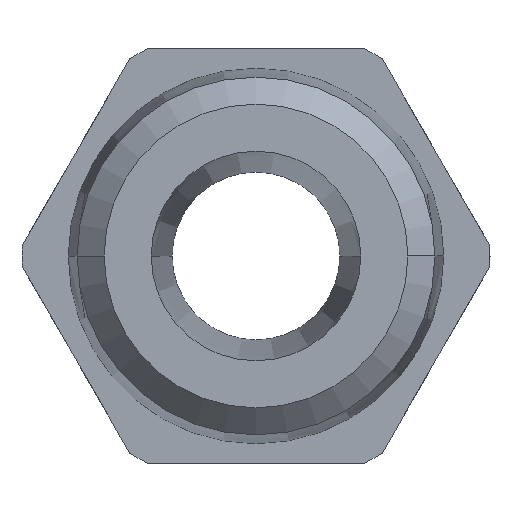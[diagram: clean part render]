
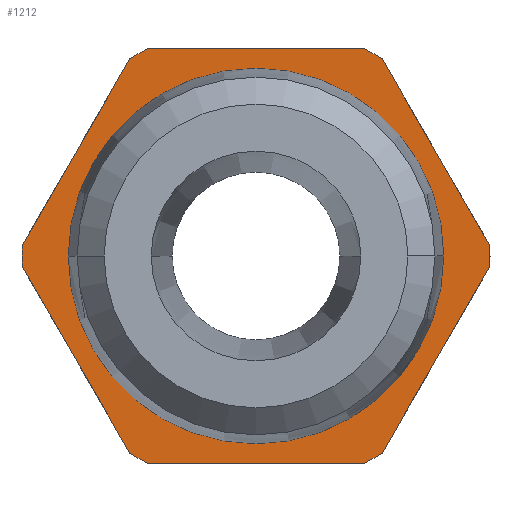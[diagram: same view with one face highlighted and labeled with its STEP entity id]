
A CAD part, front view. The second image highlights one B-rep face of the part: STEP entity #1212.
In plain terms, the highlighted planar face has unit normal (0, -1, 0).
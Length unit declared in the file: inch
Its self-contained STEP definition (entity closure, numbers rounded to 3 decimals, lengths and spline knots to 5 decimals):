
#10 = CIRCLE ( 'NONE', #1350, 0.42323 ) ;
#34 = VERTEX_POINT ( 'NONE', #916 ) ;
#38 = CARTESIAN_POINT ( 'NONE',  ( -0.24253, 0.70079, -0.4685 ) ) ;
#45 = AXIS2_PLACEMENT_3D ( 'NONE', #1131, #439, #1245 ) ;
#59 = EDGE_CURVE ( 'NONE', #985, #199, #305, .T. ) ;
#63 = FACE_BOUND ( 'NONE', #714, .T. ) ;
#89 = VECTOR ( 'NONE', #271, 39.37008 ) ;
#107 = CARTESIAN_POINT ( 'NONE',  ( 0., 0.70079, 0. ) ) ;
#111 = ORIENTED_EDGE ( 'NONE', *, *, #1306, .F. ) ;
#112 = CARTESIAN_POINT ( 'NONE',  ( -0.52756, 0.70079, 0. ) ) ;
#121 = PLANE ( 'NONE',  #774 ) ;
#123 = DIRECTION ( 'NONE',  ( 0., 1., 0. ) ) ;
#184 = DIRECTION ( 'NONE',  ( 0., -1., 0. ) ) ;
#199 = VERTEX_POINT ( 'NONE', #1067 ) ;
#213 = EDGE_CURVE ( 'NONE', #498, #1359, #490, .T. ) ;
#216 = CARTESIAN_POINT ( 'NONE',  ( 0.527, 0.70079, 0.02421 ) ) ;
#225 = DIRECTION ( 'NONE',  ( -1., 0., 0. ) ) ;
#235 = CARTESIAN_POINT ( 'NONE',  ( -0.47539, 0.70079, 0. ) ) ;
#236 = ORIENTED_EDGE ( 'NONE', *, *, #213, .F. ) ;
#250 = DIRECTION ( 'NONE',  ( 0., 1., 0. ) ) ;
#251 = CARTESIAN_POINT ( 'NONE',  ( 0.527, 0.70079, 0.02421 ) ) ;
#264 = VERTEX_POINT ( 'NONE', #1186 ) ;
#271 = DIRECTION ( 'NONE',  ( 1., 0., 0. ) ) ;
#298 = ORIENTED_EDGE ( 'NONE', *, *, #784, .T. ) ;
#305 = LINE ( 'NONE', #346, #602 ) ;
#315 = DIRECTION ( 'NONE',  ( 0., -1., 0. ) ) ;
#319 = CARTESIAN_POINT ( 'NONE',  ( -0.28447, 0.70079, 0.44429 ) ) ;
#331 = CARTESIAN_POINT ( 'NONE',  ( 0.28447, 0.70079, -0.44429 ) ) ;
#346 = CARTESIAN_POINT ( 'NONE',  ( -0.527, 0.70079, -0.02421 ) ) ;
#347 = ORIENTED_EDGE ( 'NONE', *, *, #718, .F. ) ;
#365 = ORIENTED_EDGE ( 'NONE', *, *, #1074, .F. ) ;
#384 = ORIENTED_EDGE ( 'NONE', *, *, #831, .T. ) ;
#385 = LINE ( 'NONE', #1188, #89 ) ;
#405 = EDGE_CURVE ( 'NONE', #509, #821, #1237, .T. ) ;
#421 = EDGE_LOOP ( 'NONE', ( #468, #111, #384, #347, #1414, #880, #1109, #670, #298, #365, #685, #236, #824 ) ) ;
#429 = AXIS2_PLACEMENT_3D ( 'NONE', #1348, #668, #1457 ) ;
#431 = EDGE_CURVE ( 'NONE', #34, #821, #966, .T. ) ;
#439 = DIRECTION ( 'NONE',  ( 0., 1., 0. ) ) ;
#453 = AXIS2_PLACEMENT_3D ( 'NONE', #588, #1388, #711 ) ;
#456 = DIRECTION ( 'NONE',  ( -0.5, 0., -0.866 ) ) ;
#468 = ORIENTED_EDGE ( 'NONE', *, *, #59, .T. ) ;
#490 = CIRCLE ( 'NONE', #965, 0.52756 ) ;
#498 = VERTEX_POINT ( 'NONE', #112 ) ;
#509 = VERTEX_POINT ( 'NONE', #251 ) ;
#527 = CIRCLE ( 'NONE', #1021, 0.52756 ) ;
#536 = ORIENTED_EDGE ( 'NONE', *, *, #901, .F. ) ;
#542 = DIRECTION ( 'NONE',  ( -0.5, 0., 0.866 ) ) ;
#561 = VERTEX_POINT ( 'NONE', #837 ) ;
#562 = LINE ( 'NONE', #1183, #731 ) ;
#570 = DIRECTION ( 'NONE',  ( 0., -1., 0. ) ) ;
#588 = CARTESIAN_POINT ( 'NONE',  ( 0., 0.70079, 0. ) ) ;
#602 = VECTOR ( 'NONE', #1039, 39.37008 ) ;
#606 = CARTESIAN_POINT ( 'NONE',  ( 0., 0.70079, 0. ) ) ;
#609 = VERTEX_POINT ( 'NONE', #769 ) ;
#619 = VECTOR ( 'NONE', #1129, 39.37008 ) ;
#624 = EDGE_CURVE ( 'NONE', #609, #1015, #947, .T. ) ;
#668 = DIRECTION ( 'NONE',  ( 0., 1., 0. ) ) ;
#670 = ORIENTED_EDGE ( 'NONE', *, *, #1383, .F. ) ;
#682 = EDGE_CURVE ( 'NONE', #509, #911, #1218, .T. ) ;
#685 = ORIENTED_EDGE ( 'NONE', *, *, #1206, .T. ) ;
#711 = DIRECTION ( 'NONE',  ( -1., 0., 0. ) ) ;
#714 = EDGE_LOOP ( 'NONE', ( #536, #1126 ) ) ;
#718 = EDGE_CURVE ( 'NONE', #34, #802, #527, .T. ) ;
#726 = DIRECTION ( 'NONE',  ( -1., 0., 0. ) ) ;
#728 = CARTESIAN_POINT ( 'NONE',  ( 0.24253, 0.70079, -0.4685 ) ) ;
#731 = VECTOR ( 'NONE', #1294, 39.37008 ) ;
#740 = CIRCLE ( 'NONE', #429, 0.52756 ) ;
#767 = CARTESIAN_POINT ( 'NONE',  ( -0.527, 0.70079, -0.02421 ) ) ;
#769 = CARTESIAN_POINT ( 'NONE',  ( 0.42323, 0.70079, 0. ) ) ;
#774 = AXIS2_PLACEMENT_3D ( 'NONE', #235, #570, #1372 ) ;
#784 = EDGE_CURVE ( 'NONE', #264, #561, #562, .T. ) ;
#795 = CIRCLE ( 'NONE', #453, 0.52756 ) ;
#802 = VERTEX_POINT ( 'NONE', #728 ) ;
#813 = CARTESIAN_POINT ( 'NONE',  ( 0., 0.70079, 0. ) ) ;
#821 = VERTEX_POINT ( 'NONE', #848 ) ;
#824 = ORIENTED_EDGE ( 'NONE', *, *, #1105, .F. ) ;
#831 = EDGE_CURVE ( 'NONE', #1349, #802, #385, .T. ) ;
#837 = CARTESIAN_POINT ( 'NONE',  ( -0.24253, 0.70079, 0.4685 ) ) ;
#848 = CARTESIAN_POINT ( 'NONE',  ( 0.527, 0.70079, -0.02421 ) ) ;
#870 = CARTESIAN_POINT ( 'NONE',  ( 0., 0.70079, 0. ) ) ;
#880 = ORIENTED_EDGE ( 'NONE', *, *, #405, .F. ) ;
#901 = EDGE_CURVE ( 'NONE', #1015, #609, #10, .T. ) ;
#910 = DIRECTION ( 'NONE',  ( 0., 1., 0. ) ) ;
#911 = VERTEX_POINT ( 'NONE', #1205 ) ;
#916 = CARTESIAN_POINT ( 'NONE',  ( 0.28447, 0.70079, -0.44429 ) ) ;
#925 = DIRECTION ( 'NONE',  ( -1., 0., 0. ) ) ;
#947 = CIRCLE ( 'NONE', #1466, 0.42323 ) ;
#965 = AXIS2_PLACEMENT_3D ( 'NONE', #606, #1401, #726 ) ;
#966 = LINE ( 'NONE', #331, #619 ) ;
#980 = DIRECTION ( 'NONE',  ( -1., 0., 0. ) ) ;
#985 = VERTEX_POINT ( 'NONE', #767 ) ;
#1001 = CARTESIAN_POINT ( 'NONE',  ( 0., 0.70079, 0. ) ) ;
#1015 = VERTEX_POINT ( 'NONE', #1444 ) ;
#1021 = AXIS2_PLACEMENT_3D ( 'NONE', #1405, #250, #1054 ) ;
#1039 = DIRECTION ( 'NONE',  ( 0.5, 0., -0.866 ) ) ;
#1054 = DIRECTION ( 'NONE',  ( -1., 0., 0. ) ) ;
#1067 = CARTESIAN_POINT ( 'NONE',  ( -0.28447, 0.70079, -0.44429 ) ) ;
#1074 = EDGE_CURVE ( 'NONE', #1084, #561, #740, .T. ) ;
#1084 = VERTEX_POINT ( 'NONE', #319 ) ;
#1105 = EDGE_CURVE ( 'NONE', #985, #498, #1241, .T. ) ;
#1109 = ORIENTED_EDGE ( 'NONE', *, *, #682, .T. ) ;
#1119 = DIRECTION ( 'NONE',  ( -1., 0., 0. ) ) ;
#1126 = ORIENTED_EDGE ( 'NONE', *, *, #624, .F. ) ;
#1129 = DIRECTION ( 'NONE',  ( 0.5, 0., 0.866 ) ) ;
#1131 = CARTESIAN_POINT ( 'NONE',  ( 0., 0.70079, 0. ) ) ;
#1139 = VECTOR ( 'NONE', #542, 39.37008 ) ;
#1150 = CARTESIAN_POINT ( 'NONE',  ( -0.28447, 0.70079, 0.44429 ) ) ;
#1163 = FACE_OUTER_BOUND ( 'NONE', #421, .T. ) ;
#1183 = CARTESIAN_POINT ( 'NONE',  ( -0.47539, 0.70079, 0.4685 ) ) ;
#1186 = CARTESIAN_POINT ( 'NONE',  ( 0.24253, 0.70079, 0.4685 ) ) ;
#1188 = CARTESIAN_POINT ( 'NONE',  ( -0.47539, 0.70079, -0.4685 ) ) ;
#1204 = LINE ( 'NONE', #1150, #1461 ) ;
#1205 = CARTESIAN_POINT ( 'NONE',  ( 0.28447, 0.70079, 0.44429 ) ) ;
#1206 = EDGE_CURVE ( 'NONE', #1084, #1359, #1204, .T. ) ;
#1212 = ADVANCED_FACE ( 'NONE', ( #63, #1163 ), #121, .T. ) ;
#1218 = LINE ( 'NONE', #216, #1139 ) ;
#1232 = AXIS2_PLACEMENT_3D ( 'NONE', #107, #910, #225 ) ;
#1237 = CIRCLE ( 'NONE', #45, 0.52756 ) ;
#1241 = CIRCLE ( 'NONE', #1232, 0.52756 ) ;
#1245 = DIRECTION ( 'NONE',  ( -1., 0., 0. ) ) ;
#1288 = CARTESIAN_POINT ( 'NONE',  ( -0.527, 0.70079, 0.02421 ) ) ;
#1294 = DIRECTION ( 'NONE',  ( -1., 0., 0. ) ) ;
#1306 = EDGE_CURVE ( 'NONE', #1349, #199, #795, .T. ) ;
#1348 = CARTESIAN_POINT ( 'NONE',  ( 0., 0.70079, 0. ) ) ;
#1349 = VERTEX_POINT ( 'NONE', #38 ) ;
#1350 = AXIS2_PLACEMENT_3D ( 'NONE', #870, #184, #980 ) ;
#1357 = CIRCLE ( 'NONE', #1402, 0.52756 ) ;
#1359 = VERTEX_POINT ( 'NONE', #1288 ) ;
#1372 = DIRECTION ( 'NONE',  ( 0., 0., -1. ) ) ;
#1383 = EDGE_CURVE ( 'NONE', #264, #911, #1357, .T. ) ;
#1388 = DIRECTION ( 'NONE',  ( 0., 1., 0. ) ) ;
#1401 = DIRECTION ( 'NONE',  ( 0., 1., 0. ) ) ;
#1402 = AXIS2_PLACEMENT_3D ( 'NONE', #813, #123, #925 ) ;
#1405 = CARTESIAN_POINT ( 'NONE',  ( 0., 0.70079, 0. ) ) ;
#1414 = ORIENTED_EDGE ( 'NONE', *, *, #431, .T. ) ;
#1444 = CARTESIAN_POINT ( 'NONE',  ( -0.42323, 0.70079, 0. ) ) ;
#1457 = DIRECTION ( 'NONE',  ( -1., 0., 0. ) ) ;
#1461 = VECTOR ( 'NONE', #456, 39.37008 ) ;
#1466 = AXIS2_PLACEMENT_3D ( 'NONE', #1001, #315, #1119 ) ;
